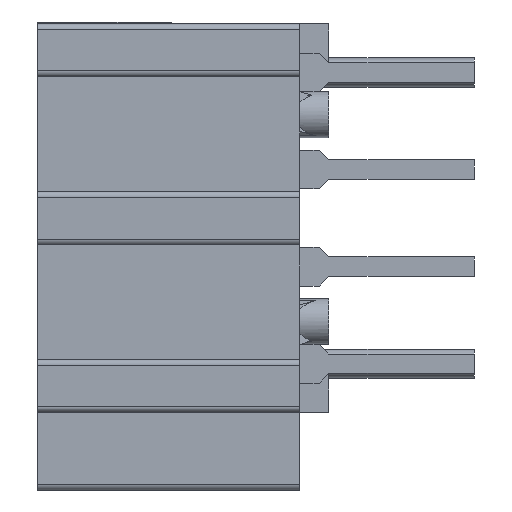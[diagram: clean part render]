
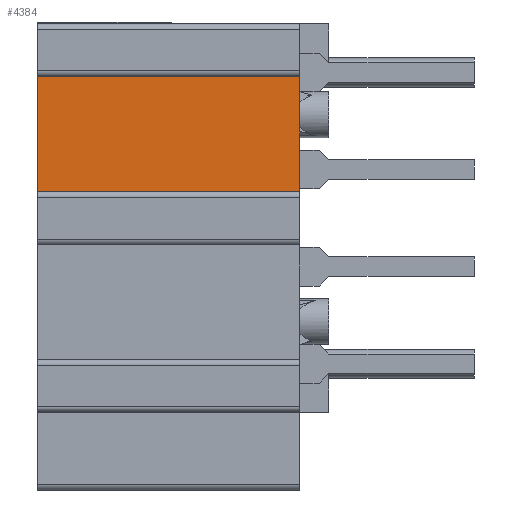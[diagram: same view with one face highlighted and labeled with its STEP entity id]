
A CAD part, left-side view. The second image highlights one B-rep face of the part: STEP entity #4384.
In plain terms, the highlighted planar face has unit normal (-1, 0, 0).
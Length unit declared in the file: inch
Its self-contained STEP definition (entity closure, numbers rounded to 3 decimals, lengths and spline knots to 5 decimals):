
#142=FACE_OUTER_BOUND('',#375,.T.);
#375=EDGE_LOOP('',(#2743,#2744,#2745,#2746));
#637=LINE('',#6236,#1180);
#638=LINE('',#6238,#1181);
#639=LINE('',#6240,#1182);
#640=LINE('',#6241,#1183);
#1180=VECTOR('',#5054,39.37008);
#1181=VECTOR('',#5055,39.37008);
#1182=VECTOR('',#5056,39.37008);
#1183=VECTOR('',#5057,39.37008);
#1720=VERTEX_POINT('',#6234);
#1721=VERTEX_POINT('',#6235);
#1722=VERTEX_POINT('',#6237);
#1723=VERTEX_POINT('',#6239);
#2125=EDGE_CURVE('',#1720,#1721,#637,.T.);
#2126=EDGE_CURVE('',#1722,#1720,#638,.T.);
#2127=EDGE_CURVE('',#1723,#1722,#639,.T.);
#2128=EDGE_CURVE('',#1723,#1721,#640,.T.);
#2743=ORIENTED_EDGE('',*,*,#2125,.F.);
#2744=ORIENTED_EDGE('',*,*,#2126,.F.);
#2745=ORIENTED_EDGE('',*,*,#2127,.F.);
#2746=ORIENTED_EDGE('',*,*,#2128,.T.);
#3943=PLANE('',#4699);
#4384=ADVANCED_FACE('',(#142),#3943,.T.);
#4699=AXIS2_PLACEMENT_3D('',#6233,#5052,#5053);
#5052=DIRECTION('center_axis',(-1.,0.,0.));
#5053=DIRECTION('ref_axis',(0.,0.,1.));
#5054=DIRECTION('',(0.,0.,1.));
#5055=DIRECTION('',(0.,1.,0.));
#5056=DIRECTION('',(0.,0.,-1.));
#5057=DIRECTION('',(0.,1.,0.));
#6233=CARTESIAN_POINT('Origin',(-0.34047,-0.47185,0.));
#6234=CARTESIAN_POINT('',(-0.34047,0.3,0.02756));
#6235=CARTESIAN_POINT('',(-0.34047,0.3,0.14567));
#6236=CARTESIAN_POINT('',(-0.34047,0.3,0.));
#6237=CARTESIAN_POINT('',(-0.34047,0.03,0.02756));
#6238=CARTESIAN_POINT('',(-0.34047,-0.47185,0.02756));
#6239=CARTESIAN_POINT('',(-0.34047,0.03,0.14567));
#6240=CARTESIAN_POINT('',(-0.34047,0.03,0.));
#6241=CARTESIAN_POINT('',(-0.34047,-0.47185,0.14567));
